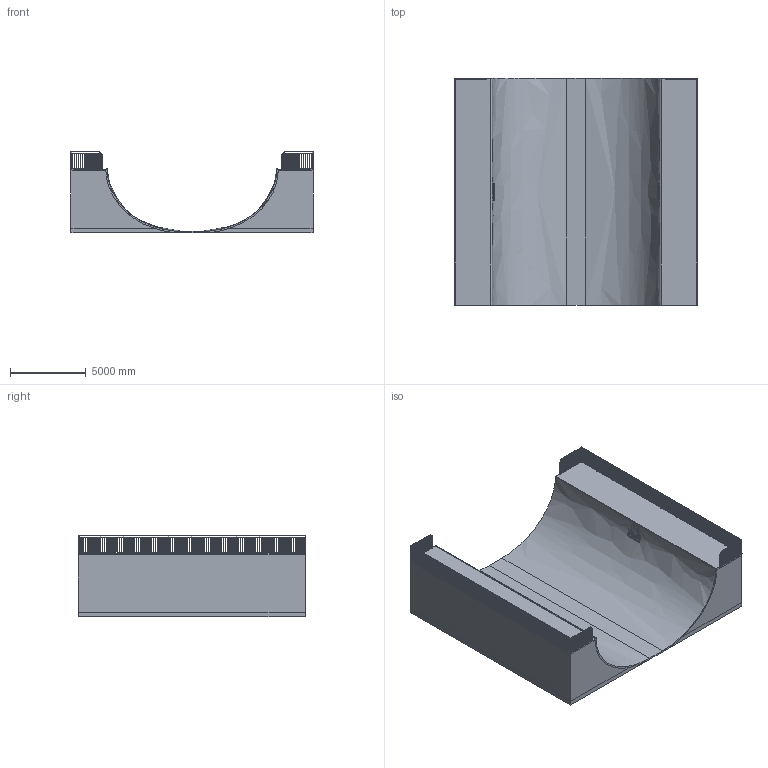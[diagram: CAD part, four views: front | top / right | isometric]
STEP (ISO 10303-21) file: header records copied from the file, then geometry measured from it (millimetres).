
FILE_DESCRIPTION(/* description */ (''),/* implementation_level */ '2;1');
FILE_NAME(/* name */ 'GRAMPS_VR_H4200_W1500.stp',/* time_stamp */ '2024-07-06T14:27:49+02:00',/* author */ ('muc30'),/* organization */ (''),/* preprocessor_version */ 'ST-DEVELOPER v17',/* originating_system */ 'Autodesk Inventor 2019',/* authorisation */ '');
FILE_SCHEMA (('AUTOMOTIVE_DESIGN { 1 0 10303 214 3 1 1 }'));
Products named in the file (12): GRAMPS_VR_H4200_W1500; GRAMPS_VR_H4200_W15001; GRAMPS_VR_H4200_W15002; GRAMPS_VR_H4200_W15003; GRAMPS_VR_H4200_W15004; GRAMPS_VR_H4200_W15005; GRAMPS_VR_H4200_W15006; GRAMPS_VR_H4200_W15007; GRAMPS_VR_H4200_W15008; GRAMPS_VR_H4200_W15009; GRAMPS_VR_H4200_W150010; GRAMPS_VR_H4200_W150011
Assembly tree (11 placements, depth 2):
  GRAMPS_VR_H4200_W1500
    GRAMPS_VR_H4200_W15001
    GRAMPS_VR_H4200_W15002
    GRAMPS_VR_H4200_W15003
    GRAMPS_VR_H4200_W15004
    GRAMPS_VR_H4200_W15005
    GRAMPS_VR_H4200_W15006
    GRAMPS_VR_H4200_W15007
    GRAMPS_VR_H4200_W15008
    GRAMPS_VR_H4200_W15009
    GRAMPS_VR_H4200_W150010
    GRAMPS_VR_H4200_W150011
Bounding box: 16000 x 15040 x 5410 mm (x, y, z)
Volume: 453209542091.9 mm3; surface area: 1715045258.7 mm2
Topology: 63 solids, 63 shells, 4936 faces, 14476 edges, 9646 vertices
Faces by surface type: plane 4768, cylinder 94, bspline 74
Full cylindrical faces by diameter (mm): 60 x2
Entity records: 171225 total; most frequent: CARTESIAN_POINT 38871, ORIENTED_EDGE 28952, DIRECTION 25462, EDGE_CURVE 14476, LINE 9660, VECTOR 9660, VERTEX_POINT 9646, AXIS2_PLACEMENT_3D 7901
